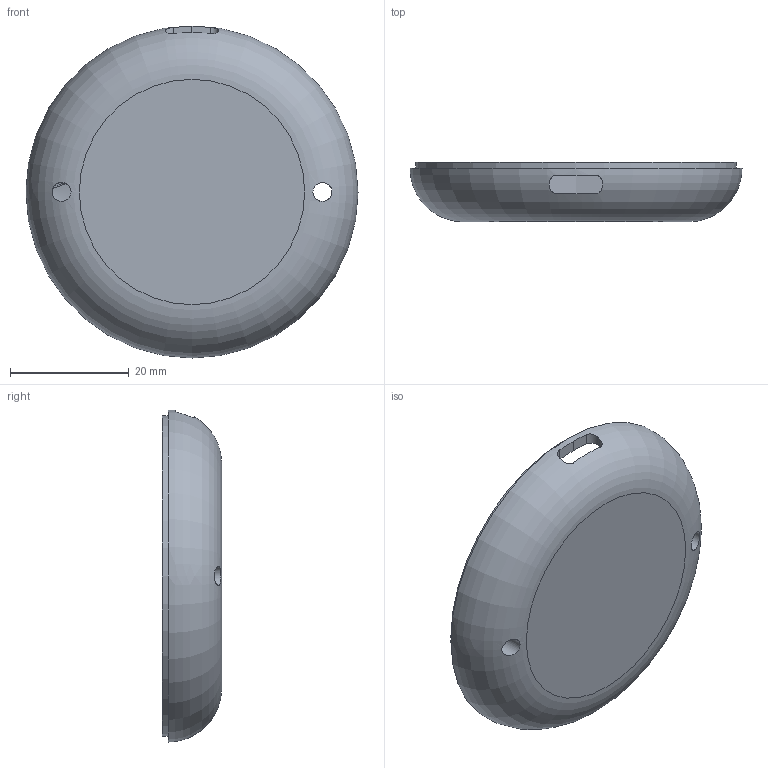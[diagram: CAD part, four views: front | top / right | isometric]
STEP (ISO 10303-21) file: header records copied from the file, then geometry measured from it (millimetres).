
FILE_DESCRIPTION(('FreeCAD Model'),'2;1');
FILE_NAME('Open CASCADE Shape Model','2025-07-26T20:49:36',(''),(''), 'Open CASCADE STEP processor 7.6','FreeCAD','Unknown');
FILE_SCHEMA(('AUTOMOTIVE_DESIGN { 1 0 10303 214 1 1 1 1 }'));
Length unit declared in the file: inch
Products named in the file (1): Body001
Bounding box: 56 x 10 x 56 mm (x, y, z)
Volume: 9375.1 mm3; surface area: 7619.6 mm2
Topology: 1 solids, 1 shells, 55 faces, 127 edges, 78 vertices
Faces by surface type: plane 20, cylinder 20, torus 11, bspline 4
Full cylindrical faces by diameter (mm): 3.2 x4, 3.6 x4, 6 x6, 52 x1, 54 x1
Entity records: 2067 total; most frequent: CARTESIAN_POINT 794, DIRECTION 276, ORIENTED_EDGE 254, EDGE_CURVE 127, AXIS2_PLACEMENT_3D 124, VERTEX_POINT 79, CIRCLE 72, FACE_BOUND 68
